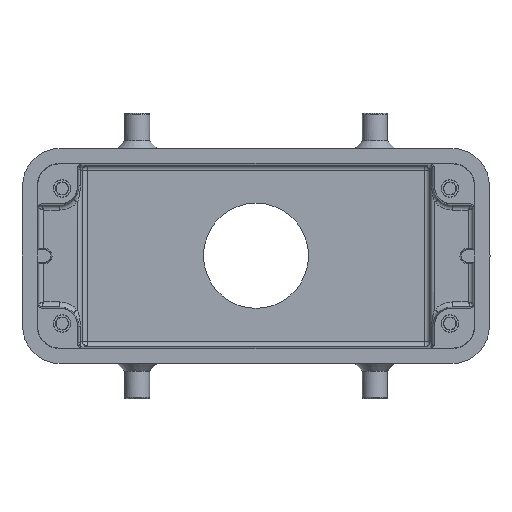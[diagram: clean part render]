
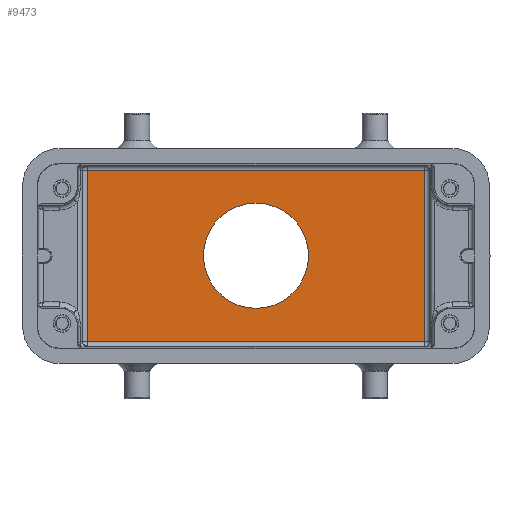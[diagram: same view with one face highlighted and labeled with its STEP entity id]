
A CAD part, front view. The second image highlights one B-rep face of the part: STEP entity #9473.
In plain terms, the highlighted planar face has unit normal (0, -1, 0).
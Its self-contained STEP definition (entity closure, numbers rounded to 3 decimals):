
#2460=DIRECTION('',(0.,0.,1.));
#2461=VECTOR('',#2460,34.284);
#2462=CARTESIAN_POINT('',(33.75,42.,-17.142));
#2463=LINE('',#2462,#2461);
#2488=DIRECTION('',(1.,0.,0.));
#2489=VECTOR('',#2488,67.5);
#2490=CARTESIAN_POINT('',(-33.75,42.,-17.142));
#2491=LINE('',#2490,#2489);
#2496=CARTESIAN_POINT('',(0.,42.,0.049));
#2497=DIRECTION('',(0.,-1.,0.));
#2498=DIRECTION('',(1.,0.,0.));
#2499=AXIS2_PLACEMENT_3D('',#2496,#2497,#2498);
#2501=CARTESIAN_POINT('',(0.,42.,0.049));
#2502=DIRECTION('',(0.,-1.,0.));
#2503=DIRECTION('',(-1.,0.,0.));
#2504=AXIS2_PLACEMENT_3D('',#2501,#2502,#2503);
#2510=DIRECTION('',(0.,0.,-1.));
#2511=VECTOR('',#2510,34.284);
#2512=CARTESIAN_POINT('',(-33.75,42.,17.142));
#2513=LINE('',#2512,#2511);
#3067=DIRECTION('',(-1.,0.,0.));
#3068=VECTOR('',#3067,67.5);
#3069=CARTESIAN_POINT('',(33.75,42.,17.142));
#3070=LINE('',#3069,#3068);
#5354=CARTESIAN_POINT('',(33.75,42.,-17.142));
#5355=VERTEX_POINT('',#5354);
#5356=CARTESIAN_POINT('',(33.75,42.,17.142));
#5357=VERTEX_POINT('',#5356);
#5362=CARTESIAN_POINT('',(-33.75,42.,-17.142));
#5363=VERTEX_POINT('',#5362);
#5368=CARTESIAN_POINT('',(-33.75,42.,17.142));
#5369=VERTEX_POINT('',#5368);
#5817=CARTESIAN_POINT('',(10.5,42.,0.049));
#5818=CARTESIAN_POINT('',(-10.5,42.,0.049));
#5819=VERTEX_POINT('',#5817);
#5820=VERTEX_POINT('',#5818);
#9454=CARTESIAN_POINT('',(43.75,42.,-18.5));
#9455=DIRECTION('',(0.,1.,0.));
#9456=DIRECTION('',(0.,0.,1.));
#9457=AXIS2_PLACEMENT_3D('',#9454,#9455,#9456);
#9458=PLANE('',#9457);
#9459=ORIENTED_EDGE('',*,*,#9441,.F.);
#9461=ORIENTED_EDGE('',*,*,#9460,.F.);
#9463=ORIENTED_EDGE('',*,*,#9462,.F.);
#9464=ORIENTED_EDGE('',*,*,#9413,.F.);
#9465=EDGE_LOOP('',(#9459,#9461,#9463,#9464));
#9466=FACE_OUTER_BOUND('',#9465,.F.);
#9468=ORIENTED_EDGE('',*,*,#9467,.T.);
#9470=ORIENTED_EDGE('',*,*,#9469,.T.);
#9471=EDGE_LOOP('',(#9468,#9470));
#9472=FACE_BOUND('',#9471,.F.);
#2500=CIRCLE('',#2499,10.5);
#2505=CIRCLE('',#2504,10.5);
#9413=EDGE_CURVE('',#5355,#5357,#2463,.T.);
#9441=EDGE_CURVE('',#5363,#5355,#2491,.T.);
#9460=EDGE_CURVE('',#5369,#5363,#2513,.T.);
#9462=EDGE_CURVE('',#5357,#5369,#3070,.T.);
#9467=EDGE_CURVE('',#5819,#5820,#2500,.T.);
#9469=EDGE_CURVE('',#5820,#5819,#2505,.T.);
#9473=ADVANCED_FACE('',(#9466,#9472),#9458,.F.);
